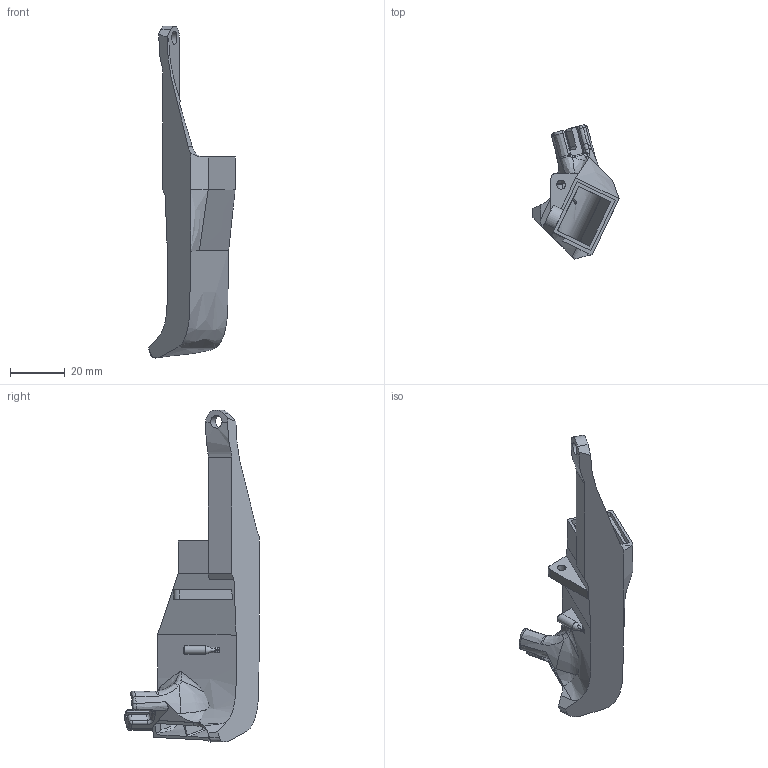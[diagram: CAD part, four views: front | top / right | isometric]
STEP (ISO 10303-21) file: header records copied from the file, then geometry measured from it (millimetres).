
FILE_DESCRIPTION(/* description */ (''),/* implementation_level */ '2;1');
FILE_NAME(/* name */ 'Rapido_and Rapido_UHF_10mm_neopixel.step',/* time_stamp */ '2023-01-09T19:57:02+01:00',/* author */ (''),/* organization */ (''),/* preprocessor_version */ 'ST-DEVELOPER v19.2',/* originating_system */ 'Autodesk Translation Framework v11.17.0.187',/* authorisation */ '');
FILE_SCHEMA (('AUTOMOTIVE_DESIGN { 1 0 10303 214 3 1 1 }'));
Length unit declared in the file: millimetre
Products named in the file (2): Mantis_MGN12_Rapido_and Rapido_UHF; Duct
Assembly tree (1 placements, depth 2):
  Mantis_MGN12_Rapido_and Rapido_UHF
    Duct
Bounding box: 31.4 x 49.11 x 120.93 mm (x, y, z)
Volume: 12080.5 mm3; surface area: 15945 mm2
Topology: 2 solids, 2 shells, 184 faces, 502 edges, 321 vertices
Faces by surface type: bspline 78, plane 73, cylinder 23, sphere 6, cone 2, torus 2
Full cylindrical faces by diameter (mm): 3.2 x1, 4.6 x1
Entity records: 9974 total; most frequent: CARTESIAN_POINT 5726, ORIENTED_EDGE 1000, DIRECTION 669, EDGE_CURVE 500, VERTEX_POINT 321, AXIS2_PLACEMENT_3D 225, LINE 219, VECTOR 219
